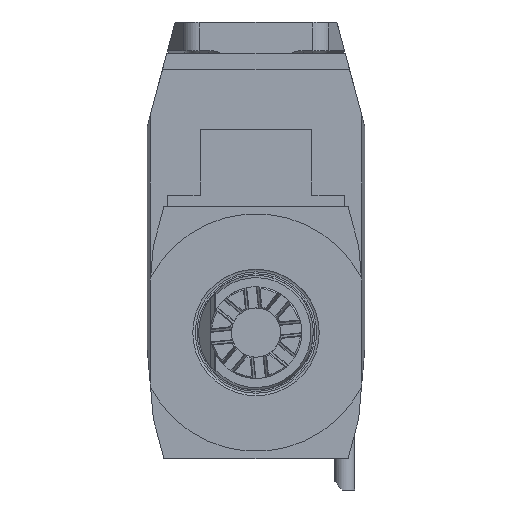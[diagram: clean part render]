
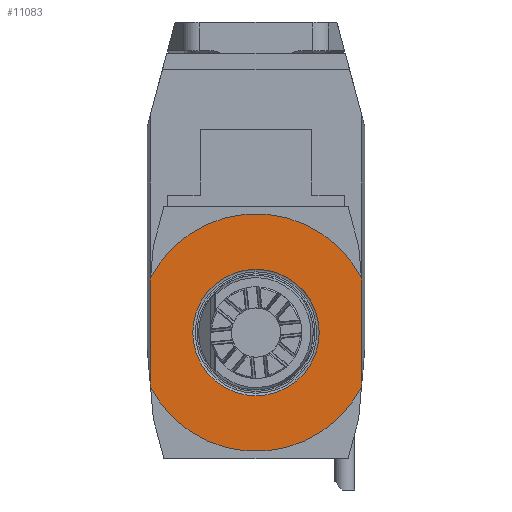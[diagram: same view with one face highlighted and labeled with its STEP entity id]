
A CAD part, front view. The second image highlights one B-rep face of the part: STEP entity #11083.
In plain terms, the highlighted planar face has unit normal (0, -1, 0).
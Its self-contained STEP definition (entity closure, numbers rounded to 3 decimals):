
#25 = DIRECTION ( 'NONE',  ( -0.087, 0., -0.996 ) ) ;
#229 = LINE ( 'NONE', #17389, #20607 ) ;
#358 = EDGE_CURVE ( 'NONE', #12588, #14089, #229, .T. ) ;
#639 = CIRCLE ( 'NONE', #12402, 22.095 ) ;
#1220 = VECTOR ( 'NONE', #3445, 1000. ) ;
#1312 = DIRECTION ( 'NONE',  ( -0.087, 0., 0.996 ) ) ;
#1808 = CARTESIAN_POINT ( 'NONE',  ( 36.833, -100., -30.88 ) ) ;
#1872 = PLANE ( 'NONE',  #15433 ) ;
#1931 = DIRECTION ( 'NONE',  ( -1., 0., 0. ) ) ;
#1946 = CARTESIAN_POINT ( 'NONE',  ( -38.213, -100., -46.657 ) ) ;
#2157 = CARTESIAN_POINT ( 'NONE',  ( -36.833, -100., -69.12 ) ) ;
#2832 = DIRECTION ( 'NONE',  ( 0., 0., 1. ) ) ;
#2861 = LINE ( 'NONE', #11213, #23861 ) ;
#3359 = CARTESIAN_POINT ( 'NONE',  ( -38.213, -100., -53.343 ) ) ;
#3445 = DIRECTION ( 'NONE',  ( 0., 0., -1. ) ) ;
#3536 = CARTESIAN_POINT ( 'NONE',  ( 37., -100., -67.21 ) ) ;
#4295 = EDGE_CURVE ( 'NONE', #21944, #21944, #639, .T. ) ;
#4323 = DIRECTION ( 'NONE',  ( 0., 1., 0. ) ) ;
#4455 = DIRECTION ( 'NONE',  ( 0., 1., 0. ) ) ;
#4502 = CARTESIAN_POINT ( 'NONE',  ( 37., -100., -32.79 ) ) ;
#4568 = VECTOR ( 'NONE', #24412, 1000. ) ;
#5520 = LINE ( 'NONE', #7176, #1220 ) ;
#5717 = ORIENTED_EDGE ( 'NONE', *, *, #22606, .F. ) ;
#5728 = ORIENTED_EDGE ( 'NONE', *, *, #12932, .F. ) ;
#5995 = FACE_OUTER_BOUND ( 'NONE', #20553, .T. ) ;
#6385 = DIRECTION ( 'NONE',  ( 0.087, 0., 0.996 ) ) ;
#6890 = CIRCLE ( 'NONE', #7347, 41.5 ) ;
#7176 = CARTESIAN_POINT ( 'NONE',  ( -37., -100., -50. ) ) ;
#7347 = AXIS2_PLACEMENT_3D ( 'NONE', #12310, #12066, #20456 ) ;
#7417 = EDGE_CURVE ( 'NONE', #8807, #14488, #22682, .T. ) ;
#8114 = CARTESIAN_POINT ( 'NONE',  ( 0., -100., -50. ) ) ;
#8807 = VERTEX_POINT ( 'NONE', #21514 ) ;
#9291 = ORIENTED_EDGE ( 'NONE', *, *, #23302, .F. ) ;
#9586 = CARTESIAN_POINT ( 'NONE',  ( -22.095, -100., -50. ) ) ;
#10904 = DIRECTION ( 'NONE',  ( 0., 0., 1. ) ) ;
#11083 = ADVANCED_FACE ( 'Defeature completata1_170', ( #5995, #22741 ), #1872, .F. ) ;
#11213 = CARTESIAN_POINT ( 'NONE',  ( 37., -100., -50. ) ) ;
#11903 = AXIS2_PLACEMENT_3D ( 'NONE', #23277, #4455, #2832 ) ;
#12066 = DIRECTION ( 'NONE',  ( 0., 1., 0. ) ) ;
#12310 = CARTESIAN_POINT ( 'NONE',  ( 0., -100., -50. ) ) ;
#12402 = AXIS2_PLACEMENT_3D ( 'NONE', #8114, #19227, #1931 ) ;
#12588 = VERTEX_POINT ( 'NONE', #14019 ) ;
#12932 = EDGE_CURVE ( 'NONE', #8807, #26062, #6890, .T. ) ;
#13505 = ORIENTED_EDGE ( 'NONE', *, *, #13514, .T. ) ;
#13514 = EDGE_CURVE ( 'NONE', #14488, #14299, #5520, .T. ) ;
#13517 = CARTESIAN_POINT ( 'NONE',  ( -37., -100., -32.79 ) ) ;
#13611 = ORIENTED_EDGE ( 'NONE', *, *, #358, .T. ) ;
#13632 = LINE ( 'NONE', #3359, #14575 ) ;
#13885 = VECTOR ( 'NONE', #25, 1000. ) ;
#14019 = CARTESIAN_POINT ( 'NONE',  ( 36.833, -100., -69.12 ) ) ;
#14089 = VERTEX_POINT ( 'NONE', #3536 ) ;
#14193 = ORIENTED_EDGE ( 'NONE', *, *, #16513, .F. ) ;
#14232 = CARTESIAN_POINT ( 'NONE',  ( 35.867, -100., -19.845 ) ) ;
#14299 = VERTEX_POINT ( 'NONE', #14315 ) ;
#14315 = CARTESIAN_POINT ( 'NONE',  ( -37., -100., -67.21 ) ) ;
#14488 = VERTEX_POINT ( 'NONE', #13517 ) ;
#14575 = VECTOR ( 'NONE', #1312, 1000. ) ;
#15433 = AXIS2_PLACEMENT_3D ( 'NONE', #23019, #4323, #10904 ) ;
#16055 = LINE ( 'NONE', #14232, #4568 ) ;
#16513 = EDGE_CURVE ( 'NONE', #17176, #14089, #2861, .T. ) ;
#17176 = VERTEX_POINT ( 'NONE', #4502 ) ;
#17389 = CARTESIAN_POINT ( 'NONE',  ( 35.867, -100., -80.155 ) ) ;
#17556 = DIRECTION ( 'NONE',  ( 0., 0., -1. ) ) ;
#19227 = DIRECTION ( 'NONE',  ( 0., -1., 0. ) ) ;
#19264 = EDGE_LOOP ( 'NONE', ( #22697 ) ) ;
#20456 = DIRECTION ( 'NONE',  ( 0., 0., 1. ) ) ;
#20553 = EDGE_LOOP ( 'NONE', ( #27028, #5728, #25984, #13505, #5717, #9291, #13611, #14193 ) ) ;
#20607 = VECTOR ( 'NONE', #6385, 1000. ) ;
#21514 = CARTESIAN_POINT ( 'NONE',  ( -36.833, -100., -30.88 ) ) ;
#21944 = VERTEX_POINT ( 'NONE', #9586 ) ;
#22034 = VERTEX_POINT ( 'NONE', #2157 ) ;
#22606 = EDGE_CURVE ( 'NONE', #22034, #14299, #13632, .T. ) ;
#22682 = LINE ( 'NONE', #1946, #13885 ) ;
#22697 = ORIENTED_EDGE ( 'NONE', *, *, #4295, .F. ) ;
#22741 = FACE_BOUND ( 'NONE', #19264, .T. ) ;
#23019 = CARTESIAN_POINT ( 'NONE',  ( 0., -100., -72.15 ) ) ;
#23277 = CARTESIAN_POINT ( 'NONE',  ( 0., -100., -50. ) ) ;
#23302 = EDGE_CURVE ( 'NONE', #12588, #22034, #23771, .T. ) ;
#23771 = CIRCLE ( 'NONE', #11903, 41.5 ) ;
#23861 = VECTOR ( 'NONE', #17556, 1000. ) ;
#24412 = DIRECTION ( 'NONE',  ( 0.087, 0., -0.996 ) ) ;
#25984 = ORIENTED_EDGE ( 'NONE', *, *, #7417, .T. ) ;
#26062 = VERTEX_POINT ( 'NONE', #1808 ) ;
#26703 = EDGE_CURVE ( 'NONE', #26062, #17176, #16055, .T. ) ;
#27028 = ORIENTED_EDGE ( 'NONE', *, *, #26703, .F. ) ;
